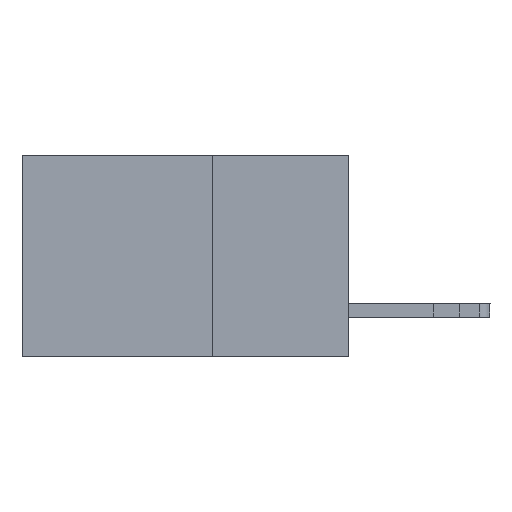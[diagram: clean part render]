
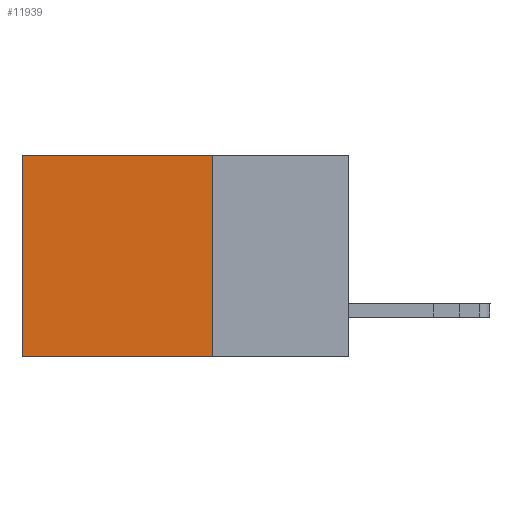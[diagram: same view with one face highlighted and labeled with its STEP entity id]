
A CAD part, left-side view. The second image highlights one B-rep face of the part: STEP entity #11939.
In plain terms, the highlighted planar face has unit normal (-1, 0, 0).
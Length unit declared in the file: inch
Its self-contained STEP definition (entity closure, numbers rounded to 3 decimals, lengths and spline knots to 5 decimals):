
#667 = EDGE_CURVE ( 'NONE', #18437, #6740, #17830, .T. ) ;
#2140 = EDGE_CURVE ( 'NONE', #12588, #13852, #11523, .T. ) ;
#2408 = CARTESIAN_POINT ( 'NONE',  ( 0.2615, 0.25, -0.37 ) ) ;
#3524 = VECTOR ( 'NONE', #14098, 39.37008 ) ;
#4055 = LINE ( 'NONE', #12219, #8069 ) ;
#4572 = ORIENTED_EDGE ( 'NONE', *, *, #2140, .T. ) ;
#4878 = CARTESIAN_POINT ( 'NONE',  ( 0.2615, 0.25, -0.37 ) ) ;
#4917 = LINE ( 'NONE', #10564, #17292 ) ;
#5279 = EDGE_CURVE ( 'NONE', #6740, #13852, #4055, .T. ) ;
#6740 = VERTEX_POINT ( 'NONE', #13149 ) ;
#7832 = EDGE_CURVE ( 'NONE', #18437, #12588, #4917, .T. ) ;
#8069 = VECTOR ( 'NONE', #12144, 39.37008 ) ;
#8214 = DIRECTION ( 'NONE',  ( 0., 0., -1. ) ) ;
#9349 = PLANE ( 'NONE',  #19088 ) ;
#10164 = ORIENTED_EDGE ( 'NONE', *, *, #667, .F. ) ;
#10169 = EDGE_LOOP ( 'NONE', ( #4572, #13419, #10164, #18570 ) ) ;
#10411 = DIRECTION ( 'NONE',  ( 0., 1., 0. ) ) ;
#10564 = CARTESIAN_POINT ( 'NONE',  ( 0.2615, 0.25, 0. ) ) ;
#11352 = FACE_OUTER_BOUND ( 'NONE', #10169, .T. ) ;
#11523 = LINE ( 'NONE', #13642, #3524 ) ;
#11939 = ADVANCED_FACE ( 'NONE', ( #11352 ), #9349, .F. ) ;
#12144 = DIRECTION ( 'NONE',  ( 0., 1., 0. ) ) ;
#12219 = CARTESIAN_POINT ( 'NONE',  ( 0.2615, 0.25, -0.37 ) ) ;
#12588 = VERTEX_POINT ( 'NONE', #16494 ) ;
#13149 = CARTESIAN_POINT ( 'NONE',  ( 0.2615, 0.25, -0.37 ) ) ;
#13419 = ORIENTED_EDGE ( 'NONE', *, *, #5279, .F. ) ;
#13642 = CARTESIAN_POINT ( 'NONE',  ( 0.2615, 0.6, -0.37 ) ) ;
#13852 = VERTEX_POINT ( 'NONE', #16118 ) ;
#13923 = VECTOR ( 'NONE', #8214, 39.37008 ) ;
#14098 = DIRECTION ( 'NONE',  ( 0., 0., -1. ) ) ;
#15353 = DIRECTION ( 'NONE',  ( 0., 0., -1. ) ) ;
#16118 = CARTESIAN_POINT ( 'NONE',  ( 0.2615, 0.6, -0.37 ) ) ;
#16494 = CARTESIAN_POINT ( 'NONE',  ( 0.2615, 0.6, 0. ) ) ;
#17292 = VECTOR ( 'NONE', #10411, 39.37008 ) ;
#17830 = LINE ( 'NONE', #2408, #13923 ) ;
#18203 = DIRECTION ( 'NONE',  ( 1., 0., 0. ) ) ;
#18437 = VERTEX_POINT ( 'NONE', #18637 ) ;
#18570 = ORIENTED_EDGE ( 'NONE', *, *, #7832, .T. ) ;
#18637 = CARTESIAN_POINT ( 'NONE',  ( 0.2615, 0.25, 0. ) ) ;
#19088 = AXIS2_PLACEMENT_3D ( 'NONE', #4878, #18203, #15353 ) ;
